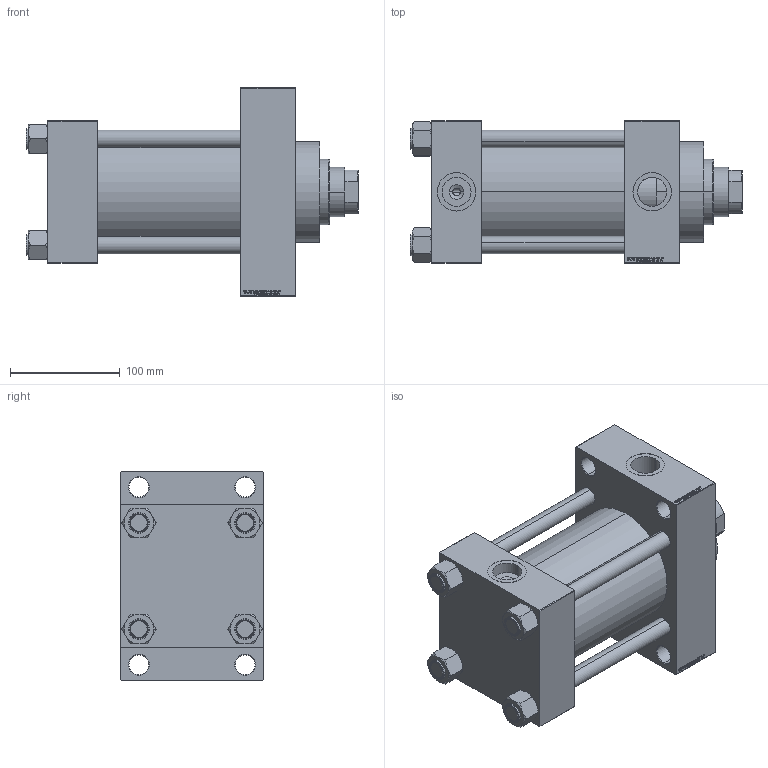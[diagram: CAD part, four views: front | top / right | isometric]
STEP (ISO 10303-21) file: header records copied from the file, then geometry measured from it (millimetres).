
FILE_DESCRIPTION (( 'STEP AP203' ), '1' );
FILE_NAME ('e736.STEP', '2023-11-30T15:22:44', ( '' ), ( '' ), 'SwSTEP 2.0', 'SolidWorks 2019', '' );
FILE_SCHEMA (( 'CONFIG_CONTROL_DESIGN' ));
Length unit declared in the file: millimetre
Products named in the file (6): V215CR_VCP_D afef95d3a9f8b1b64df768e9856b1161; NUT_M5_D afef95d3a9f8b1b64df768e9856b1161; e736; V215CR_D_TYCINKA afef95d3a9f8b1b64df768e9856b1161; V215_VC_A afef95d3a9f8b1b64df768e9856b1161; V215CR_D_Body afef95d3a9f8b1b64df768e9856b1161
Assembly tree (11 placements, depth 2):
  e736
    V215CR_D_Body afef95d3a9f8b1b64df768e9856b1161
    V215CR_VCP_D afef95d3a9f8b1b64df768e9856b1161
    NUT_M5_D afef95d3a9f8b1b64df768e9856b1161  x4
    V215CR_D_TYCINKA afef95d3a9f8b1b64df768e9856b1161  x4
    V215_VC_A afef95d3a9f8b1b64df768e9856b1161
Bounding box: 303 x 130 x 190 mm (x, y, z)
Volume: 2792398 mm3; surface area: 414253.1 mm2
Topology: 11 solids, 11 shells, 1151 faces, 2903 edges, 1885 vertices
Faces by surface type: plane 545, bspline 368, cone 142, cylinder 88, torus 8
Entity records: 47683 total; most frequent: CARTESIAN_POINT 25192, ORIENTED_EDGE 5070, DIRECTION 3267, EDGE_CURVE 2535, VERTEX_POINT 1663, VECTOR 1527, LINE 1527, EDGE_LOOP 1126
